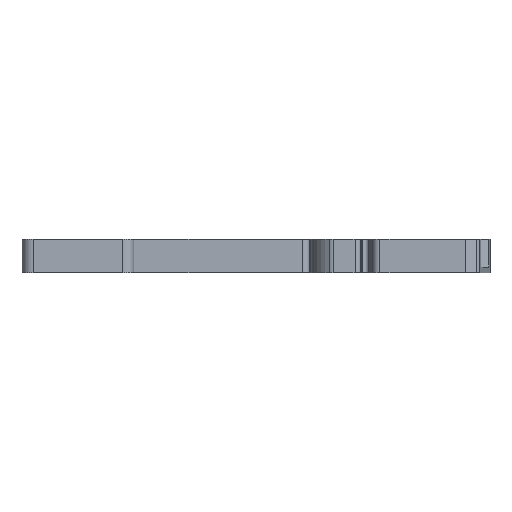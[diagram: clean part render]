
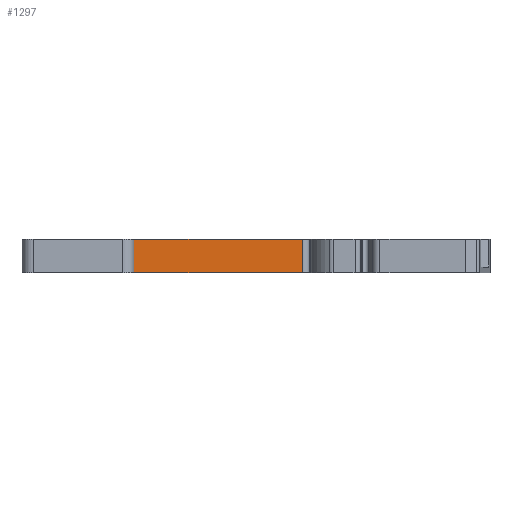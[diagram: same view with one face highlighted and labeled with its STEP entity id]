
A CAD part, front view. The second image highlights one B-rep face of the part: STEP entity #1297.
In plain terms, the highlighted planar face has unit normal (0, -1, 0).
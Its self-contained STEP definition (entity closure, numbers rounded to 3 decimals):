
#1297=ADVANCED_FACE('',(#7225),#7227,.T.);
#7225=FACE_BOUND('',#7226,.T.);
#7226=EDGE_LOOP('',(#18022,#18023,#18024,#18025));
#7227=PLANE('',#7228);
#7228=AXIS2_PLACEMENT_3D('',#7229,#7230,#7231);
#7229=CARTESIAN_POINT('',(-33.053,-41.4,-6.));
#7230=DIRECTION('',(0.,-1.,0.));
#7231=DIRECTION('',(1.,0.,0.));
#18022=ORIENTED_EDGE('',*,*,#24354,.T.);
#18023=ORIENTED_EDGE('',*,*,#25073,.T.);
#18024=ORIENTED_EDGE('',*,*,#23662,.F.);
#18025=ORIENTED_EDGE('',*,*,#25074,.T.);
#23662=EDGE_CURVE('',#28746,#28748,#28749,.T.);
#24354=EDGE_CURVE('',#30120,#30118,#30121,.T.);
#25073=EDGE_CURVE('',#30118,#28748,#31407,.T.);
#25074=EDGE_CURVE('',#28746,#30120,#31408,.T.);
#28746=VERTEX_POINT('',#46499);
#28748=VERTEX_POINT('',#46504);
#28749=LINE('',#46505,#46506);
#30118=VERTEX_POINT('',#49834);
#30120=VERTEX_POINT('',#49838);
#30121=LINE('',#49839,#49840);
#31407=LINE('',#53062,#53063);
#31408=LINE('',#53065,#53066);
#46499=CARTESIAN_POINT('',(-0.254,-41.4,-6.));
#46504=CARTESIAN_POINT('',(-30.818,-41.4,-6.));
#46505=CARTESIAN_POINT('',(-0.254,-41.4,-6.));
#46506=VECTOR('',#46507,1.);
#46507=DIRECTION('',(-1.,0.,0.));
#49834=CARTESIAN_POINT('',(-30.818,-41.4,0.));
#49838=CARTESIAN_POINT('',(-0.254,-41.4,0.));
#49839=CARTESIAN_POINT('',(-0.254,-41.4,0.));
#49840=VECTOR('',#49841,1.);
#49841=DIRECTION('',(-1.,0.,0.));
#53062=CARTESIAN_POINT('',(-30.818,-41.4,0.));
#53063=VECTOR('',#53064,1.);
#53064=DIRECTION('',(0.,0.,-1.));
#53065=CARTESIAN_POINT('',(-0.254,-41.4,-6.));
#53066=VECTOR('',#53067,1.);
#53067=DIRECTION('',(0.,0.,1.));
